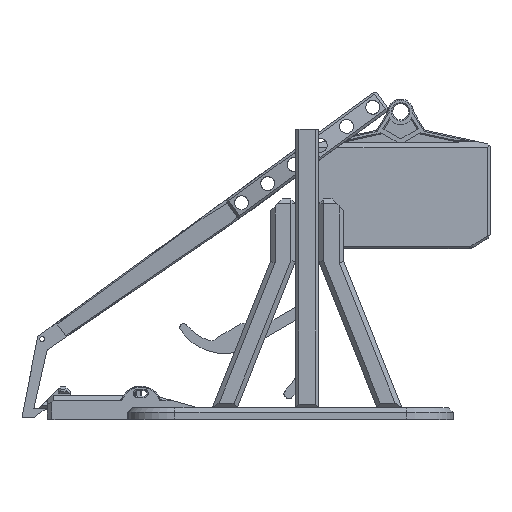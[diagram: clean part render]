
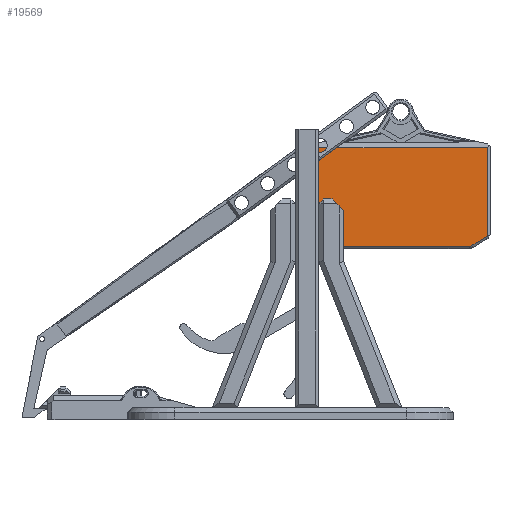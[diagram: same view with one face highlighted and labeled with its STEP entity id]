
A CAD part, top view. The second image highlights one B-rep face of the part: STEP entity #19569.
In plain terms, the highlighted planar face has unit normal (0, 0, 1).
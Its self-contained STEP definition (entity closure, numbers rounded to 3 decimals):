
#1748=LINE('',#31740,#3983);
#1756=LINE('',#31753,#3991);
#1798=LINE('',#31833,#4033);
#1800=LINE('',#31836,#4035);
#1802=LINE('',#31839,#4037);
#1803=LINE('',#31841,#4038);
#3983=VECTOR('',#24765,10.);
#3991=VECTOR('',#24779,10.);
#4033=VECTOR('',#24857,10.);
#4035=VECTOR('',#24861,10.);
#4037=VECTOR('',#24865,10.);
#4038=VECTOR('',#24868,10.);
#5524=PLANE('',#21304);
#6506=FACE_OUTER_BOUND('',#7674,.T.);
#7674=EDGE_LOOP('',(#16189,#16190,#16191,#16192,#16193,#16194));
#9608=VERTEX_POINT('',#31737);
#9609=VERTEX_POINT('',#31739);
#9611=VERTEX_POINT('',#31752);
#9613=VERTEX_POINT('',#31760);
#9617=VERTEX_POINT('',#31773);
#9623=VERTEX_POINT('',#31793);
#11893=EDGE_CURVE('',#9608,#9609,#1748,.T.);
#11901=EDGE_CURVE('',#9609,#9611,#1756,.T.);
#11943=EDGE_CURVE('',#9611,#9623,#1798,.T.);
#11945=EDGE_CURVE('',#9623,#9617,#1800,.T.);
#11947=EDGE_CURVE('',#9617,#9613,#1802,.T.);
#11948=EDGE_CURVE('',#9613,#9608,#1803,.T.);
#16189=ORIENTED_EDGE('',*,*,#11901,.F.);
#16190=ORIENTED_EDGE('',*,*,#11893,.F.);
#16191=ORIENTED_EDGE('',*,*,#11948,.F.);
#16192=ORIENTED_EDGE('',*,*,#11947,.F.);
#16193=ORIENTED_EDGE('',*,*,#11945,.F.);
#16194=ORIENTED_EDGE('',*,*,#11943,.F.);
#19569=ADVANCED_FACE('',(#6506),#5524,.F.);
#21304=AXIS2_PLACEMENT_3D('',#31847,#24879,#24880);
#24765=DIRECTION('',(1.,0.,0.));
#24779=DIRECTION('',(0.,-1.,0.));
#24857=DIRECTION('',(-0.848,-0.53,0.));
#24861=DIRECTION('',(-1.,0.,0.));
#24865=DIRECTION('',(-0.848,0.53,0.));
#24868=DIRECTION('',(0.,1.,0.));
#24879=DIRECTION('center_axis',(0.,0.,-1.));
#24880=DIRECTION('ref_axis',(-1.,0.,0.));
#31737=CARTESIAN_POINT('',(74.5,98.45,-22.4));
#31739=CARTESIAN_POINT('',(149.5,98.45,-22.4));
#31740=CARTESIAN_POINT('',(102.375,98.45,-22.4));
#31752=CARTESIAN_POINT('',(149.5,60.504,-22.4));
#31753=CARTESIAN_POINT('',(149.5,68.7,-22.4));
#31760=CARTESIAN_POINT('',(74.5,60.504,-22.4));
#31773=CARTESIAN_POINT('',(81.787,55.95,-22.4));
#31793=CARTESIAN_POINT('',(142.213,55.95,-22.4));
#31833=CARTESIAN_POINT('',(136.06,52.104,-22.4));
#31836=CARTESIAN_POINT('',(96.75,55.95,-22.4));
#31839=CARTESIAN_POINT('',(83.94,54.604,-22.4));
#31841=CARTESIAN_POINT('',(74.5,88.7,-22.4));
#31847=CARTESIAN_POINT('Origin',(112.,77.45,-22.4));
